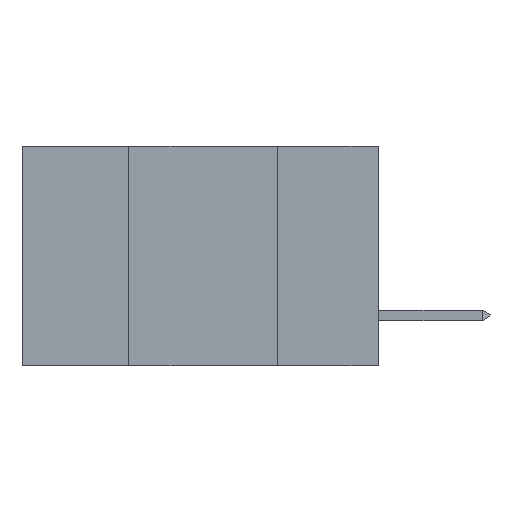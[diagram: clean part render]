
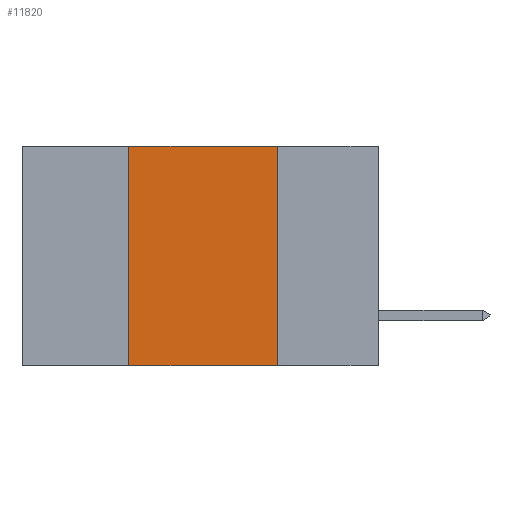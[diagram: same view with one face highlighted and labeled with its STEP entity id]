
A CAD part, left-side view. The second image highlights one B-rep face of the part: STEP entity #11820.
In plain terms, the highlighted planar face has unit normal (-1, 0, 0).
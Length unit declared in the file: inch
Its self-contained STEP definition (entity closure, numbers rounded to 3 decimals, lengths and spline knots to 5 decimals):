
#667 = DIRECTION ( 'NONE',  ( 0., 0., 1. ) ) ;
#787 = ORIENTED_EDGE ( 'NONE', *, *, #7401, .F. ) ;
#1345 = AXIS2_PLACEMENT_3D ( 'NONE', #13809, #13679, #13744 ) ;
#2456 = LINE ( 'NONE', #12105, #9189 ) ;
#2797 = VECTOR ( 'NONE', #5647, 39.37008 ) ;
#4318 = VERTEX_POINT ( 'NONE', #13820 ) ;
#4704 = EDGE_CURVE ( 'NONE', #8868, #10398, #2456, .T. ) ;
#5050 = FACE_OUTER_BOUND ( 'NONE', #11428, .T. ) ;
#5647 = DIRECTION ( 'NONE',  ( 0., 0., -1. ) ) ;
#6598 = CARTESIAN_POINT ( 'NONE',  ( 0., 0.17, -0.37 ) ) ;
#6796 = LINE ( 'NONE', #7237, #9721 ) ;
#7237 = CARTESIAN_POINT ( 'NONE',  ( 0., 0.6, 0. ) ) ;
#7401 = EDGE_CURVE ( 'NONE', #4318, #12677, #6796, .T. ) ;
#7600 = CARTESIAN_POINT ( 'NONE',  ( 0., 0.42, -0.37 ) ) ;
#8868 = VERTEX_POINT ( 'NONE', #7600 ) ;
#9189 = VECTOR ( 'NONE', #16112, 39.37008 ) ;
#9585 = ORIENTED_EDGE ( 'NONE', *, *, #10638, .F. ) ;
#9721 = VECTOR ( 'NONE', #11341, 39.37008 ) ;
#9897 = PLANE ( 'NONE',  #1345 ) ;
#10142 = LINE ( 'NONE', #10233, #16790 ) ;
#10233 = CARTESIAN_POINT ( 'NONE',  ( 0., 0.42, 0. ) ) ;
#10398 = VERTEX_POINT ( 'NONE', #6598 ) ;
#10638 = EDGE_CURVE ( 'NONE', #12677, #10398, #14324, .T. ) ;
#10851 = ORIENTED_EDGE ( 'NONE', *, *, #10885, .F. ) ;
#10885 = EDGE_CURVE ( 'NONE', #8868, #4318, #10142, .T. ) ;
#11341 = DIRECTION ( 'NONE',  ( 0., -1., 0. ) ) ;
#11428 = EDGE_LOOP ( 'NONE', ( #9585, #787, #10851, #12078 ) ) ;
#11820 = ADVANCED_FACE ( 'NONE', ( #5050 ), #9897, .F. ) ;
#12078 = ORIENTED_EDGE ( 'NONE', *, *, #4704, .T. ) ;
#12105 = CARTESIAN_POINT ( 'NONE',  ( 0., 0.6, -0.37 ) ) ;
#12677 = VERTEX_POINT ( 'NONE', #12907 ) ;
#12907 = CARTESIAN_POINT ( 'NONE',  ( 0., 0.17, 0. ) ) ;
#13679 = DIRECTION ( 'NONE',  ( 1., 0., 0. ) ) ;
#13744 = DIRECTION ( 'NONE',  ( 0., 0., -1. ) ) ;
#13809 = CARTESIAN_POINT ( 'NONE',  ( 0., 0.6, 0. ) ) ;
#13820 = CARTESIAN_POINT ( 'NONE',  ( 0., 0.42, 0. ) ) ;
#14324 = LINE ( 'NONE', #16214, #2797 ) ;
#16112 = DIRECTION ( 'NONE',  ( 0., -1., 0. ) ) ;
#16214 = CARTESIAN_POINT ( 'NONE',  ( 0., 0.17, 0. ) ) ;
#16790 = VECTOR ( 'NONE', #667, 39.37008 ) ;
